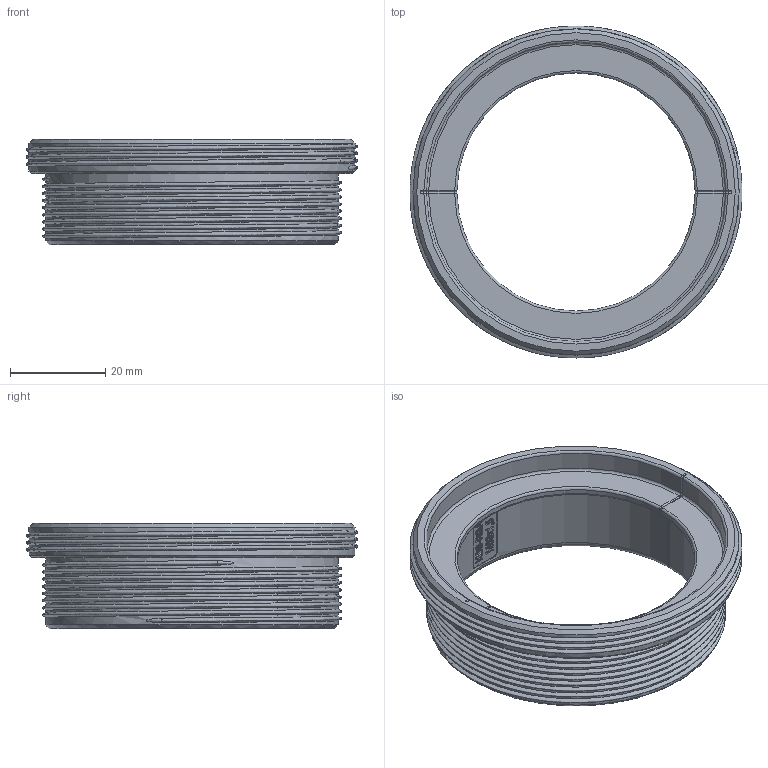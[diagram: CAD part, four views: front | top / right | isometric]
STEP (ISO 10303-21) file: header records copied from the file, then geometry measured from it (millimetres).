
FILE_DESCRIPTION(/* description */ (''),/* implementation_level */ '2;1');
FILE_NAME(/* name */ '28777.4_KDS-RGA_M63.stp',/* time_stamp */ '2020-02-26T11:53:00+01:00',/* author */ (''),/* organization */ (''),/* preprocessor_version */ 'ST-DEVELOPER v16.7',/* originating_system */ 'SIEMENS PLM Software NX 12.0',/* authorisation */ '');
FILE_SCHEMA (('AUTOMOTIVE_DESIGN { 1 0 10303 214 3 1 1 1 }'));
Length unit declared in the file: millimetre
Products named in the file (1): 28777.4_KDS-RGA_M63
Bounding box: 69.73 x 69.73 x 22.1 mm (x, y, z)
Volume: 16318.6 mm3; surface area: 12789.2 mm2
Topology: 1 solids, 1 shells, 423 faces, 1078 edges, 695 vertices
Faces by surface type: plane 196, cylinder 91, extrusion 84, bspline 31, torus 12, cone 5, revolution 4
Full cylindrical faces by diameter (mm): 61.5 x8, 68.5 x3
Entity records: 34594 total; most frequent: CARTESIAN_POINT 24986, ORIENTED_EDGE 2064, DIRECTION 1794, EDGE_CURVE 1032, VERTEX_POINT 668, AXIS2_PLACEMENT_3D 628, VECTOR 534, EDGE_LOOP 464
